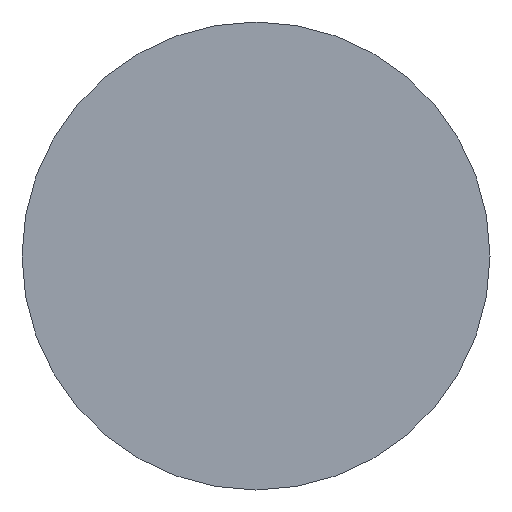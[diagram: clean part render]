
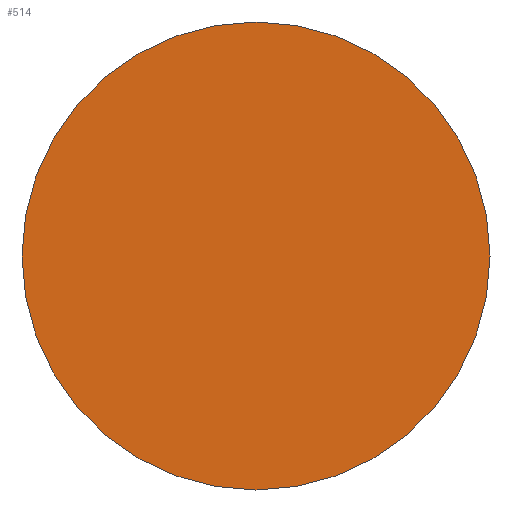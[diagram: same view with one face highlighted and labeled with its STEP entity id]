
A CAD part, left-side view. The second image highlights one B-rep face of the part: STEP entity #514.
In plain terms, the highlighted planar face has unit normal (-1, 0, 0).
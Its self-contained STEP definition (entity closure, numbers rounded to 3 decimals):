
#146=ORIENTED_EDGE('',*,*,#270,.T.);
#270=EDGE_CURVE('',#352,#352,#414,.T.);
#352=VERTEX_POINT('',#721);
#414=CIRCLE('',#592,35.);
#437=EDGE_LOOP('',(#146));
#474=FACE_BOUND('',#437,.T.);
#504=PLANE('',#593);
#514=ADVANCED_FACE('',(#474),#504,.F.);
#592=AXIS2_PLACEMENT_3D('',#720,#638,#639);
#593=AXIS2_PLACEMENT_3D('',#722,#640,#641);
#638=DIRECTION('',(-1.,0.,0.));
#639=DIRECTION('',(0.,-1.,0.));
#640=DIRECTION('',(1.,0.,0.));
#641=DIRECTION('',(0.,1.,0.));
#720=CARTESIAN_POINT('',(0.,0.,0.));
#721=CARTESIAN_POINT('',(0.,-35.,0.));
#722=CARTESIAN_POINT('',(0.,-35.,0.));
